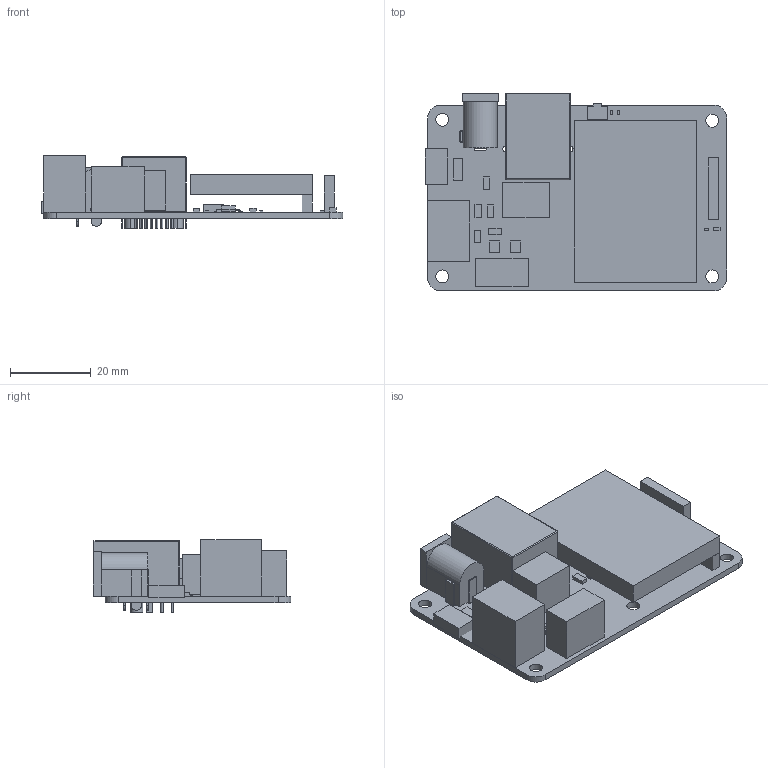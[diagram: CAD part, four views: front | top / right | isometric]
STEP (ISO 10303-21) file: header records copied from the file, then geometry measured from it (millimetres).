
FILE_DESCRIPTION(('Open CASCADE Model'),'2;1');
FILE_NAME('Open CASCADE Shape Model','2018-03-09T16:29:09',('Author'),( 'Open CASCADE'),'Open CASCADE STEP processor 6.8','Open CASCADE 6.8' ,'Unknown');
FILE_SCHEMA(('AUTOMOTIVE_DESIGN { 1 0 10303 214 1 1 1 1 }'));
Length unit declared in the file: millimetre
Products named in the file (1): PCB
Bounding box: 74.61 x 48.98 x 18 mm (x, y, z)
Volume: 16574.3 mm3; surface area: 18012.1 mm2
Topology: 29 solids, 131 shells, 526 faces, 1570 edges, 1197 vertices
Faces by surface type: plane 354, cylinder 154, sphere 18
Full cylindrical faces by diameter (mm): 0.6 x2, 0.7 x2, 0.889 x8, 0.9 x6, 0.91 x20, 1.016 x4, 1.15 x3, 1.2 x6, 1.5 x2, 1.6 x2, 3.2 x8
Entity records: 18706 total; most frequent: CARTESIAN_POINT 3302, DIRECTION 2942, ORIENTED_EDGE 2534, EDGE_CURVE 1554, LINE 1204, VECTOR 1204, VERTEX_POINT 1197, AXIS2_PLACEMENT_3D 869
